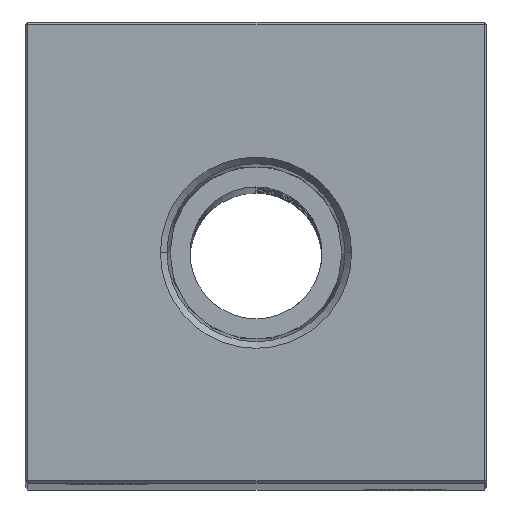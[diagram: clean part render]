
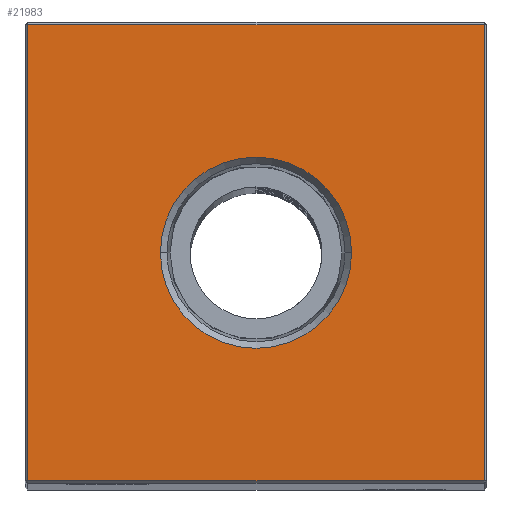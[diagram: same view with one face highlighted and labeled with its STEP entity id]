
A CAD part, top view. The second image highlights one B-rep face of the part: STEP entity #21983.
In plain terms, the highlighted planar face has unit normal (0, 0, 1).
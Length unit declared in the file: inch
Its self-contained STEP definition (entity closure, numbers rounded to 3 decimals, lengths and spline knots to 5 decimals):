
#1059 = VERTEX_POINT ( 'NONE', #5524 ) ;
#1127 = FACE_BOUND ( 'NONE', #26588, .T. ) ;
#2512 = CARTESIAN_POINT ( 'NONE',  ( 0.865, 0., 14.25 ) ) ;
#2657 = DIRECTION ( 'NONE',  ( 0., 1., 0. ) ) ;
#2924 = ORIENTED_EDGE ( 'NONE', *, *, #3325, .F. ) ;
#3325 = EDGE_CURVE ( 'NONE', #28372, #13167, #26080, .T. ) ;
#4055 = VECTOR ( 'NONE', #13946, 39.37008 ) ;
#4431 = EDGE_CURVE ( 'NONE', #13167, #28372, #4968, .T. ) ;
#4968 = CIRCLE ( 'NONE', #17148, 0.3626 ) ;
#5111 = EDGE_CURVE ( 'NONE', #15276, #10120, #9528, .T. ) ;
#5296 = DIRECTION ( 'NONE',  ( 1., 0., 0. ) ) ;
#5524 = CARTESIAN_POINT ( 'NONE',  ( 0.865, 0.865, 14.25 ) ) ;
#5542 = FACE_OUTER_BOUND ( 'NONE', #8169, .T. ) ;
#5873 = VERTEX_POINT ( 'NONE', #16086 ) ;
#6559 = DIRECTION ( 'NONE',  ( 0., 0., 1. ) ) ;
#8169 = EDGE_LOOP ( 'NONE', ( #20007, #26090, #21887, #18203 ) ) ;
#8254 = EDGE_CURVE ( 'NONE', #1059, #5873, #24512, .T. ) ;
#9528 = LINE ( 'NONE', #16010, #16806 ) ;
#10120 = VERTEX_POINT ( 'NONE', #15240 ) ;
#11837 = CARTESIAN_POINT ( 'NONE',  ( -0.3626, 0., 14.25 ) ) ;
#11847 = DIRECTION ( 'NONE',  ( -1., 0., 0. ) ) ;
#13167 = VERTEX_POINT ( 'NONE', #11837 ) ;
#13426 = AXIS2_PLACEMENT_3D ( 'NONE', #28286, #6559, #24321 ) ;
#13946 = DIRECTION ( 'NONE',  ( -1., 0., 0. ) ) ;
#15061 = DIRECTION ( 'NONE',  ( 0., -1., 0. ) ) ;
#15240 = CARTESIAN_POINT ( 'NONE',  ( 0.865, -0.865, 14.25 ) ) ;
#15276 = VERTEX_POINT ( 'NONE', #19388 ) ;
#15711 = CARTESIAN_POINT ( 'NONE',  ( 0., 0.865, 14.25 ) ) ;
#16010 = CARTESIAN_POINT ( 'NONE',  ( 0., -0.865, 14.25 ) ) ;
#16086 = CARTESIAN_POINT ( 'NONE',  ( -0.865, 0.865, 14.25 ) ) ;
#16806 = VECTOR ( 'NONE', #5296, 39.37008 ) ;
#17148 = AXIS2_PLACEMENT_3D ( 'NONE', #27785, #21327, #27495 ) ;
#18133 = VECTOR ( 'NONE', #15061, 39.37008 ) ;
#18203 = ORIENTED_EDGE ( 'NONE', *, *, #8254, .T. ) ;
#18254 = CARTESIAN_POINT ( 'NONE',  ( -0.865, 0., 14.25 ) ) ;
#19016 = AXIS2_PLACEMENT_3D ( 'NONE', #23017, #25783, #11847 ) ;
#19388 = CARTESIAN_POINT ( 'NONE',  ( -0.865, -0.865, 14.25 ) ) ;
#19636 = LINE ( 'NONE', #18254, #18133 ) ;
#20007 = ORIENTED_EDGE ( 'NONE', *, *, #24871, .T. ) ;
#21327 = DIRECTION ( 'NONE',  ( 0., 0., 1. ) ) ;
#21887 = ORIENTED_EDGE ( 'NONE', *, *, #24262, .T. ) ;
#21983 = ADVANCED_FACE ( 'NONE', ( #5542, #1127 ), #23298, .F. ) ;
#23017 = CARTESIAN_POINT ( 'NONE',  ( 0., 0., 14.25 ) ) ;
#23298 = PLANE ( 'NONE',  #19016 ) ;
#23793 = ORIENTED_EDGE ( 'NONE', *, *, #4431, .F. ) ;
#24262 = EDGE_CURVE ( 'NONE', #10120, #1059, #27433, .T. ) ;
#24321 = DIRECTION ( 'NONE',  ( 1., 0., 0. ) ) ;
#24512 = LINE ( 'NONE', #15711, #4055 ) ;
#24871 = EDGE_CURVE ( 'NONE', #5873, #15276, #19636, .T. ) ;
#25783 = DIRECTION ( 'NONE',  ( 0., 0., -1. ) ) ;
#26080 = CIRCLE ( 'NONE', #13426, 0.3626 ) ;
#26090 = ORIENTED_EDGE ( 'NONE', *, *, #5111, .T. ) ;
#26588 = EDGE_LOOP ( 'NONE', ( #2924, #23793 ) ) ;
#27433 = LINE ( 'NONE', #2512, #28406 ) ;
#27495 = DIRECTION ( 'NONE',  ( 1., 0., 0. ) ) ;
#27771 = CARTESIAN_POINT ( 'NONE',  ( 0.3626, 0., 14.25 ) ) ;
#27785 = CARTESIAN_POINT ( 'NONE',  ( 0., 0., 14.25 ) ) ;
#28286 = CARTESIAN_POINT ( 'NONE',  ( 0., 0., 14.25 ) ) ;
#28372 = VERTEX_POINT ( 'NONE', #27771 ) ;
#28406 = VECTOR ( 'NONE', #2657, 39.37008 ) ;
